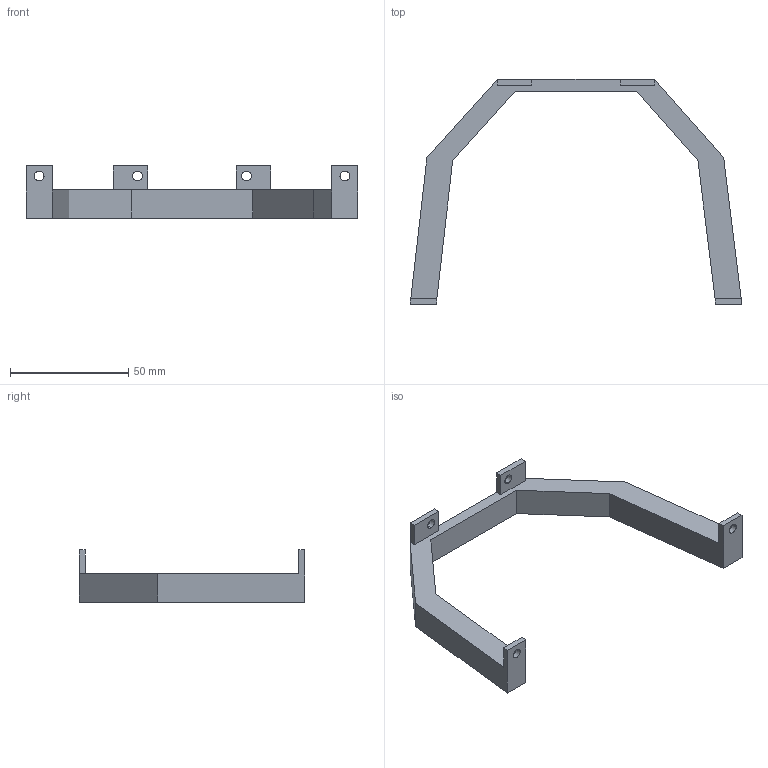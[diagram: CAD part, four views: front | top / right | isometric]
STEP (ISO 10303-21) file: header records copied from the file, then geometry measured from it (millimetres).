
FILE_DESCRIPTION (( 'STEP AP214' ), '1' );
FILE_NAME ('Middle Support.STEP', '2022-02-25T21:36:14', ( '' ), ( '' ), 'SwSTEP 2.0', 'SolidWorks 2020', '' );
FILE_SCHEMA (( 'AUTOMOTIVE_DESIGN' ));
Length unit declared in the file: millimetre
Products named in the file (1): Middle Support
Bounding box: 140 x 95 x 22.06 mm (x, y, z)
Volume: 29890.8 mm3; surface area: 12689.9 mm2
Topology: 1 solids, 1 shells, 34 faces, 94 edges, 62 vertices
Faces by surface type: plane 26, cylinder 8
Entity records: 1128 total; most frequent: CARTESIAN_POINT 191, ORIENTED_EDGE 188, DIRECTION 180, EDGE_CURVE 94, VECTOR 78, LINE 78, VERTEX_POINT 62, AXIS2_PLACEMENT_3D 51
